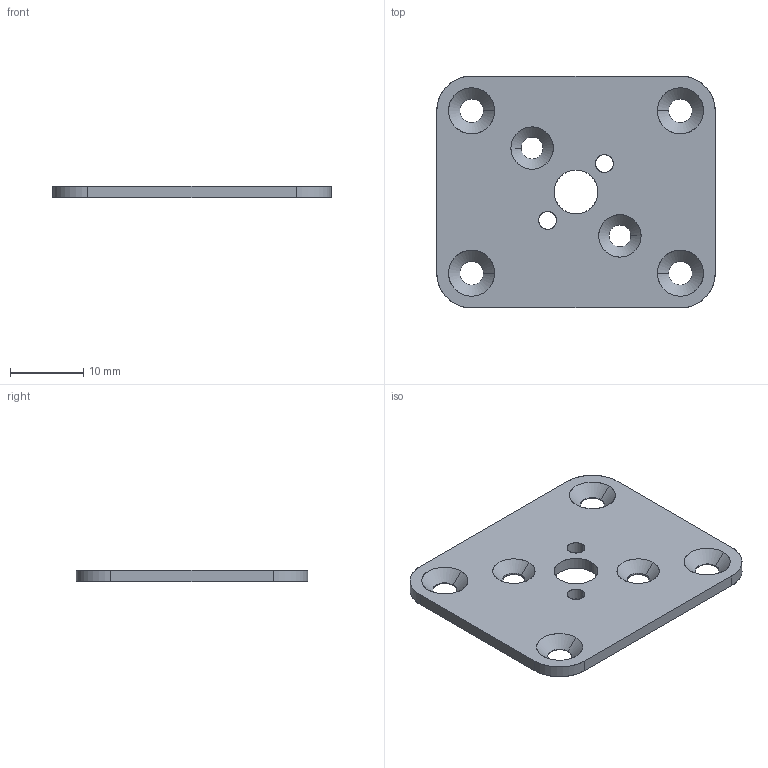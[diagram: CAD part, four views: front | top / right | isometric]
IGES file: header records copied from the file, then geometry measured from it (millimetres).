
Start section: SolidWorks IGES file using analytic representation for surfaces
Global section: file name: Flat-Motor-Mount-R1.IGS; native system: SolidWorks 2009; preprocessor: SolidWorks 2009; author: Kurtis; date: 141220.193046; units: inch
Bounding box: 38.1 x 31.75 x 1.63 mm (x, y, z)
Surface area: 2542.9 mm2 (no closed solid volume)
Topology: 0 solids, 0 shells, 40 faces, 800 edges, 800 vertices
Faces by surface type: revolution 34, bspline 6
